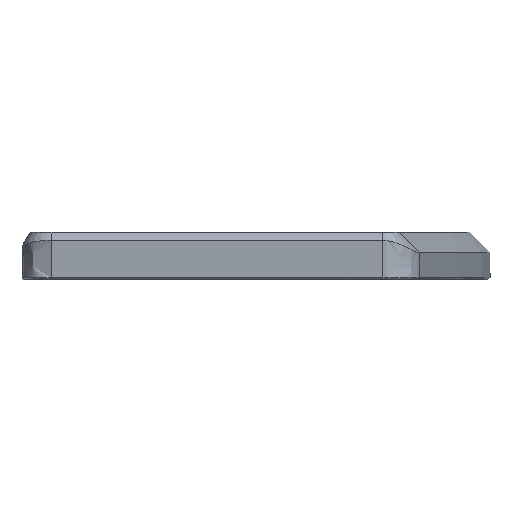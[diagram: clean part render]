
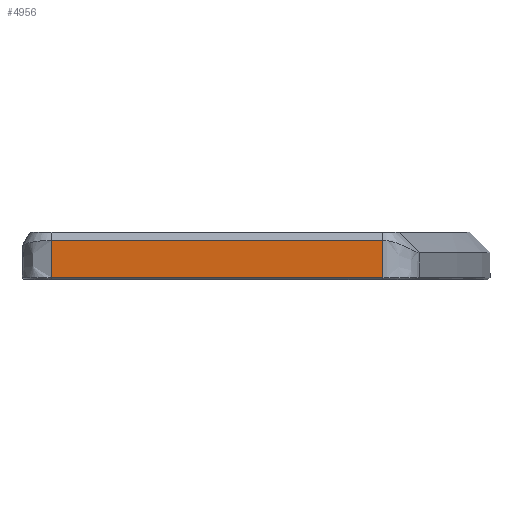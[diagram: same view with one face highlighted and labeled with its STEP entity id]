
A CAD part, left-side view. The second image highlights one B-rep face of the part: STEP entity #4956.
In plain terms, the highlighted face is planar.
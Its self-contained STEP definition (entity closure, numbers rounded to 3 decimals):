
#256=PLANE('',#5453);
#628=FACE_OUTER_BOUND('',#939,.T.);
#939=EDGE_LOOP('',(#4612,#4613,#4614,#4615));
#1133=LINE('',#7988,#1576);
#1138=LINE('',#9000,#1581);
#1384=LINE('',#10942,#1827);
#1385=LINE('',#10944,#1828);
#1576=VECTOR('',#6050,10.);
#1581=VECTOR('',#6055,10.);
#1827=VECTOR('',#6849,10.);
#1828=VECTOR('',#6852,10.);
#2242=VERTEX_POINT('',#7966);
#2244=VERTEX_POINT('',#7984);
#2253=VERTEX_POINT('',#8995);
#2497=VERTEX_POINT('',#10940);
#2798=EDGE_CURVE('',#2242,#2244,#1133,.T.);
#2812=EDGE_CURVE('',#2253,#2242,#1138,.T.);
#3206=EDGE_CURVE('',#2253,#2497,#1384,.T.);
#3207=EDGE_CURVE('',#2244,#2497,#1385,.T.);
#4612=ORIENTED_EDGE('',*,*,#2798,.F.);
#4613=ORIENTED_EDGE('',*,*,#2812,.F.);
#4614=ORIENTED_EDGE('',*,*,#3206,.T.);
#4615=ORIENTED_EDGE('',*,*,#3207,.F.);
#4956=ADVANCED_FACE('',(#628),#256,.F.);
#5453=AXIS2_PLACEMENT_3D('',#10943,#6850,#6851);
#6050=DIRECTION('',(0.084,0.994,0.073));
#6055=DIRECTION('',(0.,0.073,-0.997));
#6849=DIRECTION('',(0.084,0.994,0.073));
#6850=DIRECTION('center_axis',(0.996,-0.084,-0.006));
#6851=DIRECTION('ref_axis',(0.084,0.994,0.073));
#6852=DIRECTION('',(0.,-0.073,0.997));
#7966=CARTESIAN_POINT('',(-3.316,-82.443,-7.648));
#7984=CARTESIAN_POINT('',(3.59,-0.547,-1.624));
#7988=CARTESIAN_POINT('',(-1.87,-65.304,-6.388));
#8995=CARTESIAN_POINT('',(-3.316,-83.116,1.507));
#9000=CARTESIAN_POINT('',(-3.316,-82.658,-4.726));
#10940=CARTESIAN_POINT('',(3.59,-1.22,7.531));
#10942=CARTESIAN_POINT('',(-1.859,-65.844,2.777));
#10943=CARTESIAN_POINT('Origin',(-3.921,-89.854,-5.005));
#10944=CARTESIAN_POINT('',(3.59,-0.762,1.3));
